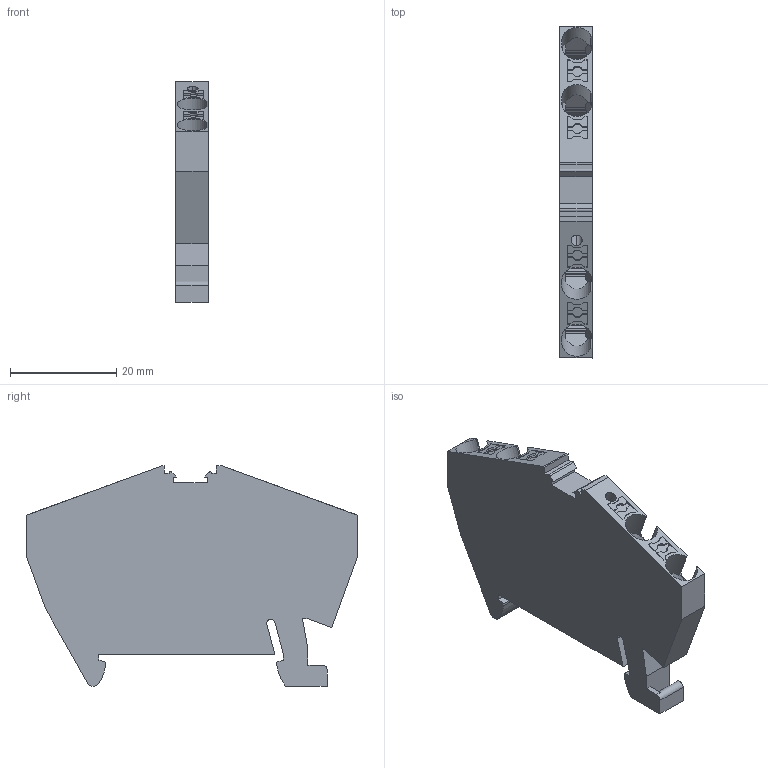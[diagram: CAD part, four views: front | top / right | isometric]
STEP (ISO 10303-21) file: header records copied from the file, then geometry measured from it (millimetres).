
FILE_DESCRIPTION(('Creo Elements/Direct Modeling STEP Export'),'2;1');
FILE_NAME('model.stp','2018-01-19T11:25:59',(''),(''),'Creo Elements/Direct Modeling STEP processor for AP214 (Solid Model)','Creo Elements/Direct Modeling 18.1I 14-Aug-2016 (C) Parametric Technology GmbH','');
FILE_SCHEMA(('AUTOMOTIVE_DESIGN { 1 0 10303 214 1 1 1 1 }'));
Length unit declared in the file: millimetre
Products named in the file (2): PTS_4-QUATTRO-select
Assembly tree (1 placements, depth 2):
  PTS_4-QUATTRO-select
    PTS_4-QUATTRO-select
Bounding box: 6.15 x 62.4 x 41.5 mm (x, y, z)
Volume: 9901.6 mm3; surface area: 6200.2 mm2
Topology: 1 solids, 1 shells, 226 faces, 641 edges, 422 vertices
Faces by surface type: plane 187, cylinder 27, torus 8, cone 4
Entity records: 11480 total; most frequent: CARTESIAN_POINT 3743, ORIENTED_EDGE 1282, DIRECTION 1125, EDGE_CURVE 641, VECTOR 525, LINE 525, VERTEX_POINT 422, AXIS2_PLACEMENT_3D 300
